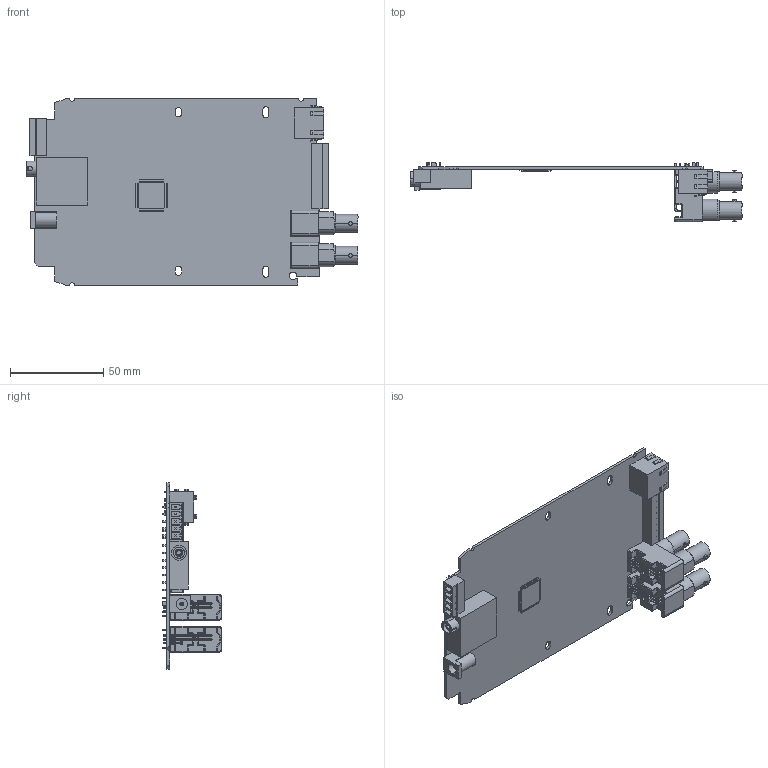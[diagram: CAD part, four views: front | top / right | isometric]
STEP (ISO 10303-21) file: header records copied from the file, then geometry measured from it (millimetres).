
FILE_DESCRIPTION (( 'STEP AP203' ), '1' );
FILE_NAME ('Ïëàòà ìóëüòèïëåêñîðà â ñáîðå.STEP', '2014-04-28T14:24:28', ( '' ), ( '' ), 'SwSTEP 2.0', 'SolidWorks 2012', '' );
FILE_SCHEMA (( 'CONFIG_CONTROL_DESIGN' ));
Length unit declared in the file: millimetre
Products named in the file (8): Ïëàòà ìóëüòèïëåêñîðà â ñáîðå; Ñïàðåííûé BNC ðàçúåì (ãíåçäî íà ïëàòó); RJ 45 (ãíåçäî íà ïëàòó); Êëåìíèê 3.81 (ïàïà íà ïëàòó) 9 ïèí; Êëåìíèê 3.81 (ïàïà íà ïëàòó) 5 ïèí; Îïòè÷åñêèé ïðåîáðàçîâàòåëü; Ðàçúåì ïèòàíèÿ ìóëüòèïëåêñîðà; Ïëàòà ìóëüòèïëåêñîðà
Assembly tree (8 placements, depth 2):
  Ïëàòà ìóëüòèïëåêñîðà â ñáîðå
    Ïëàòà ìóëüòèïëåêñîðà
    Ðàçúåì ïèòàíèÿ ìóëüòèïëåêñîðà
    Îïòè÷åñêèé ïðåîáðàçîâàòåëü
    Êëåìíèê 3.81 (ïàïà íà ïëàòó) 5 ïèí
    Êëåìíèê 3.81 (ïàïà íà ïëàòó) 9 ïèí
    RJ 45 (ãíåçäî íà ïëàòó)
    Ñïàðåííûé BNC ðàçúåì (ãíåçäî íà ïëàòó)  x2
Bounding box: 178.3 x 32 x 100 mm (x, y, z)
Volume: 49820.4 mm3; surface area: 50276.7 mm2
Topology: 8 solids, 8 shells, 1300 faces, 3156 edges, 1906 vertices
Faces by surface type: plane 770, cylinder 378, torus 82, sphere 56, cone 12, bspline 2
Entity records: 30386 total; most frequent: CARTESIAN_POINT 5427, DIRECTION 4974, ORIENTED_EDGE 4952, EDGE_CURVE 2476, VECTOR 1930, LINE 1930, VERTEX_POINT 1547, AXIS2_PLACEMENT_3D 1522
